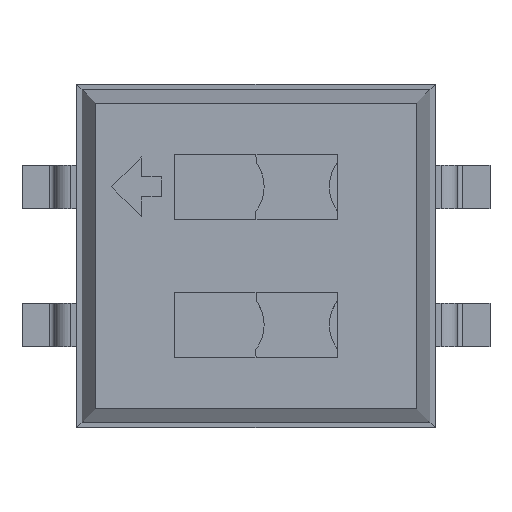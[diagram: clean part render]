
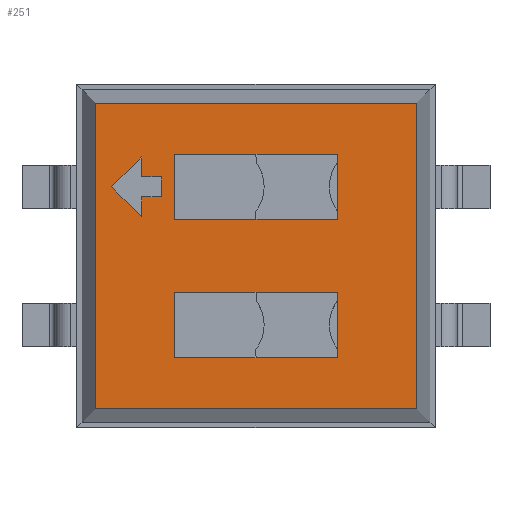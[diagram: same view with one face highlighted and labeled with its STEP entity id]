
A CAD part, top view. The second image highlights one B-rep face of the part: STEP entity #251.
In plain terms, the highlighted planar face has unit normal (0, 0, 1).
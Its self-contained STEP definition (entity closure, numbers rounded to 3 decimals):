
#26=VECTOR('',#27,1.);
#27=DIRECTION('',(0.,1.,0.));
#50=VECTOR('',#51,1.);
#51=DIRECTION('',(-1.,0.,0.));
#57=VECTOR('',#58,1.);
#58=DIRECTION('',(0.,-1.,0.));
#62=VECTOR('',#63,1.);
#63=DIRECTION('',(1.,0.,0.));
#66=DIRECTION('',(0.,0.,-1.));
#201=VERTEX_POINT('',#202);
#202=CARTESIAN_POINT('',(2.956,2.811,2.6));
#204=ORIENTED_EDGE('',*,*,#205,.F.);
#205=EDGE_CURVE('',#206,#201,#208,.T.);
#206=VERTEX_POINT('',#207);
#207=CARTESIAN_POINT('',(2.956,-2.811,2.6));
#208=LINE('',#207,#26);
#243=VERTEX_POINT('',#244);
#244=CARTESIAN_POINT('',(-2.956,2.811,2.6));
#246=ORIENTED_EDGE('',*,*,#247,.F.);
#247=EDGE_CURVE('',#201,#243,#248,.T.);
#248=LINE('',#202,#50);
#251=ADVANCED_FACE('',(#252,#262,#303,#341),#379,.F.);
#252=FACE_BOUND('',#253,.F.);
#253=EDGE_LOOP('',(#204,#254,#259,#246));
#254=ORIENTED_EDGE('',*,*,#255,.F.);
#255=EDGE_CURVE('',#256,#206,#258,.T.);
#256=VERTEX_POINT('',#257);
#257=CARTESIAN_POINT('',(-2.956,-2.811,2.6));
#258=LINE('',#257,#62);
#259=ORIENTED_EDGE('',*,*,#260,.F.);
#260=EDGE_CURVE('',#243,#256,#261,.T.);
#261=LINE('',#244,#57);
#262=FACE_BOUND('',#263,.F.);
#263=EDGE_LOOP('',(#264,#271,#278,#285,#290,#295,#300));
#264=ORIENTED_EDGE('',*,*,#265,.T.);
#265=EDGE_CURVE('',#266,#268,#270,.T.);
#266=VERTEX_POINT('',#267);
#267=CARTESIAN_POINT('',(-2.106,1.453,2.6));
#268=VERTEX_POINT('',#269);
#269=CARTESIAN_POINT('',(-2.106,1.82,2.6));
#270=LINE('',#267,#26);
#271=ORIENTED_EDGE('',*,*,#272,.T.);
#272=EDGE_CURVE('',#268,#273,#275,.T.);
#273=VERTEX_POINT('',#274);
#274=CARTESIAN_POINT('',(-2.656,1.27,2.6));
#275=LINE('',#269,#276);
#276=VECTOR('',#277,1.);
#277=DIRECTION('',(-0.707,-0.707,0.));
#278=ORIENTED_EDGE('',*,*,#279,.T.);
#279=EDGE_CURVE('',#273,#280,#282,.T.);
#280=VERTEX_POINT('',#281);
#281=CARTESIAN_POINT('',(-2.106,0.72,2.6));
#282=LINE('',#274,#283);
#283=VECTOR('',#284,1.);
#284=DIRECTION('',(0.707,-0.707,0.));
#285=ORIENTED_EDGE('',*,*,#286,.T.);
#286=EDGE_CURVE('',#280,#287,#289,.T.);
#287=VERTEX_POINT('',#288);
#288=CARTESIAN_POINT('',(-2.106,1.087,2.6));
#289=LINE('',#281,#26);
#290=ORIENTED_EDGE('',*,*,#291,.T.);
#291=EDGE_CURVE('',#287,#292,#294,.T.);
#292=VERTEX_POINT('',#293);
#293=CARTESIAN_POINT('',(-1.739,1.087,2.6));
#294=LINE('',#288,#62);
#295=ORIENTED_EDGE('',*,*,#296,.T.);
#296=EDGE_CURVE('',#292,#297,#299,.T.);
#297=VERTEX_POINT('',#298);
#298=CARTESIAN_POINT('',(-1.739,1.453,2.6));
#299=LINE('',#293,#26);
#300=ORIENTED_EDGE('',*,*,#301,.T.);
#301=EDGE_CURVE('',#297,#266,#302,.T.);
#302=LINE('',#298,#50);
#303=FACE_BOUND('',#304,.F.);
#304=EDGE_LOOP('',(#305,#312,#316,#320,#325,#329,#334,#339));
#305=ORIENTED_EDGE('',*,*,#306,.T.);
#306=EDGE_CURVE('',#307,#309,#311,.T.);
#307=VERTEX_POINT('',#308);
#308=CARTESIAN_POINT('',(1.5,0.67,2.6));
#309=VERTEX_POINT('',#310);
#310=CARTESIAN_POINT('',(1.5,0.82,2.6));
#311=LINE('',#308,#26);
#312=ORIENTED_EDGE('',*,*,#313,.T.);
#313=EDGE_CURVE('',#309,#314,#311,.T.);
#314=VERTEX_POINT('',#315);
#315=CARTESIAN_POINT('',(1.5,1.72,2.6));
#316=ORIENTED_EDGE('',*,*,#317,.T.);
#317=EDGE_CURVE('',#314,#318,#311,.T.);
#318=VERTEX_POINT('',#319);
#319=CARTESIAN_POINT('',(1.5,1.87,2.6));
#320=ORIENTED_EDGE('',*,*,#321,.T.);
#321=EDGE_CURVE('',#318,#322,#324,.T.);
#322=VERTEX_POINT('',#323);
#323=CARTESIAN_POINT('',(0.,1.87,2.6));
#324=LINE('',#319,#50);
#325=ORIENTED_EDGE('',*,*,#326,.T.);
#326=EDGE_CURVE('',#322,#327,#324,.T.);
#327=VERTEX_POINT('',#328);
#328=CARTESIAN_POINT('',(-1.5,1.87,2.6));
#329=ORIENTED_EDGE('',*,*,#330,.T.);
#330=EDGE_CURVE('',#327,#331,#333,.T.);
#331=VERTEX_POINT('',#332);
#332=CARTESIAN_POINT('',(-1.5,0.67,2.6));
#333=LINE('',#328,#57);
#334=ORIENTED_EDGE('',*,*,#335,.T.);
#335=EDGE_CURVE('',#331,#336,#338,.T.);
#336=VERTEX_POINT('',#337);
#337=CARTESIAN_POINT('',(0.,0.67,2.6));
#338=LINE('',#332,#62);
#339=ORIENTED_EDGE('',*,*,#340,.T.);
#340=EDGE_CURVE('',#336,#307,#338,.T.);
#341=FACE_BOUND('',#342,.F.);
#342=EDGE_LOOP('',(#343,#350,#354,#359,#363,#367,#372,#376));
#343=ORIENTED_EDGE('',*,*,#344,.T.);
#344=EDGE_CURVE('',#345,#347,#349,.T.);
#345=VERTEX_POINT('',#346);
#346=CARTESIAN_POINT('',(-1.5,-1.87,2.6));
#347=VERTEX_POINT('',#348);
#348=CARTESIAN_POINT('',(0.,-1.87,2.6));
#349=LINE('',#346,#62);
#350=ORIENTED_EDGE('',*,*,#351,.T.);
#351=EDGE_CURVE('',#347,#352,#349,.T.);
#352=VERTEX_POINT('',#353);
#353=CARTESIAN_POINT('',(1.5,-1.87,2.6));
#354=ORIENTED_EDGE('',*,*,#355,.T.);
#355=EDGE_CURVE('',#352,#356,#358,.T.);
#356=VERTEX_POINT('',#357);
#357=CARTESIAN_POINT('',(1.5,-1.72,2.6));
#358=LINE('',#353,#26);
#359=ORIENTED_EDGE('',*,*,#360,.T.);
#360=EDGE_CURVE('',#356,#361,#358,.T.);
#361=VERTEX_POINT('',#362);
#362=CARTESIAN_POINT('',(1.5,-0.82,2.6));
#363=ORIENTED_EDGE('',*,*,#364,.T.);
#364=EDGE_CURVE('',#361,#365,#358,.T.);
#365=VERTEX_POINT('',#366);
#366=CARTESIAN_POINT('',(1.5,-0.67,2.6));
#367=ORIENTED_EDGE('',*,*,#368,.T.);
#368=EDGE_CURVE('',#365,#369,#371,.T.);
#369=VERTEX_POINT('',#370);
#370=CARTESIAN_POINT('',(0.,-0.67,2.6));
#371=LINE('',#366,#50);
#372=ORIENTED_EDGE('',*,*,#373,.T.);
#373=EDGE_CURVE('',#369,#374,#371,.T.);
#374=VERTEX_POINT('',#375);
#375=CARTESIAN_POINT('',(-1.5,-0.67,2.6));
#376=ORIENTED_EDGE('',*,*,#377,.T.);
#377=EDGE_CURVE('',#374,#345,#378,.T.);
#378=LINE('',#375,#57);
#379=PLANE('',#380);
#380=AXIS2_PLACEMENT_3D('',#207,#66,#381);
#381=DIRECTION('',(-0.725,0.689,0.));
